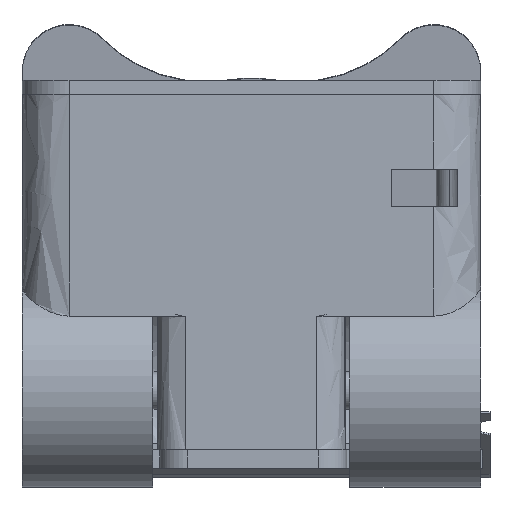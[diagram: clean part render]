
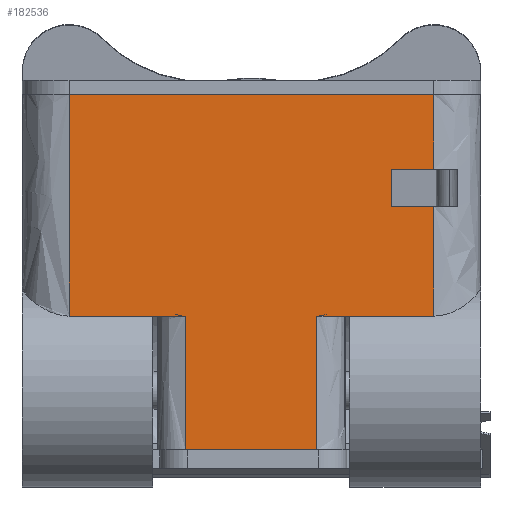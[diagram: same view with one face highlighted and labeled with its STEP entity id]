
A CAD part, front view. The second image highlights one B-rep face of the part: STEP entity #182536.
In plain terms, the highlighted free-form (B-spline) face has degree [1, 1] with [2, 2] control points.
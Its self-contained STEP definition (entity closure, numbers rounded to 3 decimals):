
#181720 = VERTEX_POINT('',#181721);
#181721 = CARTESIAN_POINT('',(5.141,2.224,
    41.129));
#181727 = EDGE_CURVE('',#181720,#181728,#181730,.T.);
#181728 = VERTEX_POINT('',#181729);
#181729 = CARTESIAN_POINT('',(45.242,2.224,
    41.129));
#181730 = B_SPLINE_CURVE_WITH_KNOTS('',1,(#181731,#181732),
  .UNSPECIFIED.,.F.,.F.,(2,2),(5.,44.),.PIECEWISE_BEZIER_KNOTS.);
#181731 = CARTESIAN_POINT('',(5.141,2.224,
    41.129));
#181732 = CARTESIAN_POINT('',(45.242,2.224,
    41.129));
#182413 = VERTEX_POINT('',#182414);
#182414 = CARTESIAN_POINT('',(45.242,2.224,
    28.79));
#182436 = VERTEX_POINT('',#182437);
#182437 = CARTESIAN_POINT('',(40.615,2.224,
    28.79));
#182442 = EDGE_CURVE('',#182413,#182436,#182443,.T.);
#182443 = B_SPLINE_CURVE_WITH_KNOTS('',1,(#182444,#182445),
  .UNSPECIFIED.,.F.,.F.,(2,2),(-13.5,-9.),
  .PIECEWISE_BEZIER_KNOTS.);
#182444 = CARTESIAN_POINT('',(45.242,2.224,
    28.79));
#182445 = CARTESIAN_POINT('',(40.615,2.224,
    28.79));
#182456 = VERTEX_POINT('',#182457);
#182457 = CARTESIAN_POINT('',(45.242,2.224,
    32.903));
#182465 = EDGE_CURVE('',#182466,#182456,#182468,.T.);
#182466 = VERTEX_POINT('',#182467);
#182467 = CARTESIAN_POINT('',(40.615,2.224,
    32.903));
#182468 = B_SPLINE_CURVE_WITH_KNOTS('',1,(#182469,#182470),
  .UNSPECIFIED.,.F.,.F.,(2,2),(12.5,17.),
  .PIECEWISE_BEZIER_KNOTS.);
#182469 = CARTESIAN_POINT('',(40.615,2.224,
    32.903));
#182470 = CARTESIAN_POINT('',(45.242,2.224,
    32.903));
#182506 = EDGE_CURVE('',#182436,#182466,#182507,.T.);
#182507 = B_SPLINE_CURVE_WITH_KNOTS('',1,(#182508,#182509),
  .UNSPECIFIED.,.F.,.F.,(2,2),(14.,18.),
  .PIECEWISE_BEZIER_KNOTS.);
#182508 = CARTESIAN_POINT('',(40.615,2.224,
    28.79));
#182509 = CARTESIAN_POINT('',(40.615,2.224,
    32.903));
#182536 = ADVANCED_FACE('',(#182537),#182595,.T.);
#182537 = FACE_BOUND('',#182538,.T.);
#182538 = EDGE_LOOP('',(#182539,#182540,#182541,#182542,#182547,#182548,
    #182555,#182562,#182569,#182576,#182583,#182590));
#182539 = ORIENTED_EDGE('',*,*,#182442,.T.);
#182540 = ORIENTED_EDGE('',*,*,#182506,.T.);
#182541 = ORIENTED_EDGE('',*,*,#182465,.T.);
#182542 = ORIENTED_EDGE('',*,*,#182543,.F.);
#182543 = EDGE_CURVE('',#181728,#182456,#182544,.T.);
#182544 = B_SPLINE_CURVE_WITH_KNOTS('',1,(#182545,#182546),
  .UNSPECIFIED.,.F.,.F.,(2,2),(-31.25,-23.25),
  .PIECEWISE_BEZIER_KNOTS.);
#182545 = CARTESIAN_POINT('',(45.242,2.224,
    41.129));
#182546 = CARTESIAN_POINT('',(45.242,2.224,
    32.903));
#182547 = ORIENTED_EDGE('',*,*,#181727,.F.);
#182548 = ORIENTED_EDGE('',*,*,#182549,.F.);
#182549 = EDGE_CURVE('',#182550,#181720,#182552,.T.);
#182550 = VERTEX_POINT('',#182551);
#182551 = CARTESIAN_POINT('',(5.141,2.224,
    16.767));
#182552 = B_SPLINE_CURVE_WITH_KNOTS('',1,(#182553,#182554),
  .UNSPECIFIED.,.F.,.F.,(2,2),(7.557,31.25),
  .PIECEWISE_BEZIER_KNOTS.);
#182553 = CARTESIAN_POINT('',(5.141,2.224,
    16.767));
#182554 = CARTESIAN_POINT('',(5.141,2.224,
    41.129));
#182555 = ORIENTED_EDGE('',*,*,#182556,.F.);
#182556 = EDGE_CURVE('',#182557,#182550,#182559,.T.);
#182557 = VERTEX_POINT('',#182558);
#182558 = CARTESIAN_POINT('',(17.934,2.224,
    16.767));
#182559 = B_SPLINE_CURVE_WITH_KNOTS('',1,(#182560,#182561),
  .UNSPECIFIED.,.F.,.F.,(2,2),(-17.442,-5.),
  .PIECEWISE_BEZIER_KNOTS.);
#182560 = CARTESIAN_POINT('',(17.934,2.224,
    16.767));
#182561 = CARTESIAN_POINT('',(5.141,2.224,
    16.767));
#182562 = ORIENTED_EDGE('',*,*,#182563,.F.);
#182563 = EDGE_CURVE('',#182564,#182557,#182566,.T.);
#182564 = VERTEX_POINT('',#182565);
#182565 = CARTESIAN_POINT('',(17.934,2.224,
    2.056));
#182566 = B_SPLINE_CURVE_WITH_KNOTS('',1,(#182567,#182568),
  .UNSPECIFIED.,.F.,.F.,(2,2),(0.,14.307),
  .PIECEWISE_BEZIER_KNOTS.);
#182567 = CARTESIAN_POINT('',(17.934,2.224,
    2.056));
#182568 = CARTESIAN_POINT('',(17.934,2.224,
    16.767));
#182569 = ORIENTED_EDGE('',*,*,#182570,.T.);
#182570 = EDGE_CURVE('',#182564,#182571,#182573,.T.);
#182571 = VERTEX_POINT('',#182572);
#182572 = CARTESIAN_POINT('',(32.389,2.224,
    2.056));
#182573 = B_SPLINE_CURVE_WITH_KNOTS('',1,(#182574,#182575),
  .UNSPECIFIED.,.F.,.F.,(2,2),(10.192,24.25),
  .PIECEWISE_BEZIER_KNOTS.);
#182574 = CARTESIAN_POINT('',(17.934,2.224,
    2.056));
#182575 = CARTESIAN_POINT('',(32.389,2.224,
    2.056));
#182576 = ORIENTED_EDGE('',*,*,#182577,.F.);
#182577 = EDGE_CURVE('',#182578,#182571,#182580,.T.);
#182578 = VERTEX_POINT('',#182579);
#182579 = CARTESIAN_POINT('',(32.389,2.224,
    16.767));
#182580 = B_SPLINE_CURVE_WITH_KNOTS('',1,(#182581,#182582),
  .UNSPECIFIED.,.F.,.F.,(2,2),(-16.307,-2.),
  .PIECEWISE_BEZIER_KNOTS.);
#182581 = CARTESIAN_POINT('',(32.389,2.224,
    16.767));
#182582 = CARTESIAN_POINT('',(32.389,2.224,
    2.056));
#182583 = ORIENTED_EDGE('',*,*,#182584,.F.);
#182584 = EDGE_CURVE('',#182585,#182578,#182587,.T.);
#182585 = VERTEX_POINT('',#182586);
#182586 = CARTESIAN_POINT('',(45.242,2.224,
    16.767));
#182587 = B_SPLINE_CURVE_WITH_KNOTS('',1,(#182588,#182589),
  .UNSPECIFIED.,.F.,.F.,(2,2),(5.,17.5),.PIECEWISE_BEZIER_KNOTS.);
#182588 = CARTESIAN_POINT('',(45.242,2.224,
    16.767));
#182589 = CARTESIAN_POINT('',(32.389,2.224,
    16.767));
#182590 = ORIENTED_EDGE('',*,*,#182591,.F.);
#182591 = EDGE_CURVE('',#182413,#182585,#182592,.T.);
#182592 = B_SPLINE_CURVE_WITH_KNOTS('',1,(#182593,#182594),
  .UNSPECIFIED.,.F.,.F.,(2,2),(-19.25,-7.557),
  .PIECEWISE_BEZIER_KNOTS.);
#182593 = CARTESIAN_POINT('',(45.242,2.224,
    28.79));
#182594 = CARTESIAN_POINT('',(45.242,2.224,
    16.767));
#182595 = B_SPLINE_SURFACE_WITH_KNOTS('',1,1,(
    (#182596,#182597)
    ,(#182598,#182599
    )),.UNSPECIFIED.,.F.,.F.,.F.,(2,2),(2,2),(-9.5,29.5),(2.,
    40.),.PIECEWISE_BEZIER_KNOTS.);
#182596 = CARTESIAN_POINT('',(5.141,2.224,
    2.056));
#182597 = CARTESIAN_POINT('',(5.141,2.224,
    41.129));
#182598 = CARTESIAN_POINT('',(45.242,2.224,
    2.056));
#182599 = CARTESIAN_POINT('',(45.242,2.224,
    41.129));
